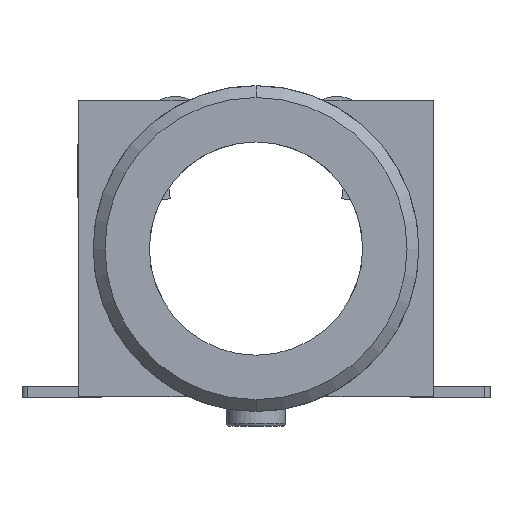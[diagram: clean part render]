
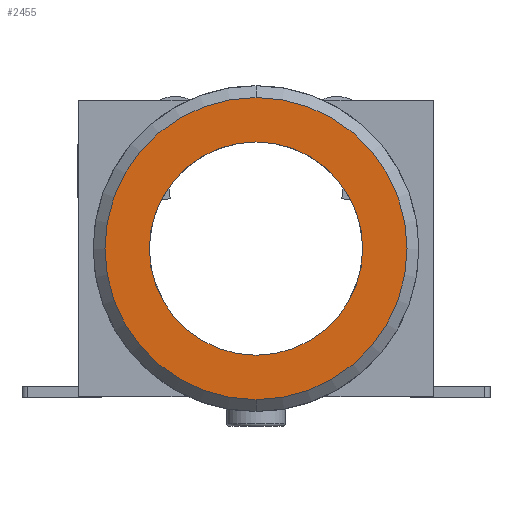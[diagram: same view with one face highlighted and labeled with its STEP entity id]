
A CAD part, left-side view. The second image highlights one B-rep face of the part: STEP entity #2455.
In plain terms, the highlighted planar face has unit normal (-1, 0, 0).
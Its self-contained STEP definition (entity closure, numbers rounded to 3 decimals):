
#441 = CARTESIAN_POINT ( 'NONE',  ( -7.85, 0., 5.05 ) ) ;
#542 = CARTESIAN_POINT ( 'NONE',  ( -7.85, 0., 4.3 ) ) ;
#777 = VERTEX_POINT ( 'NONE', #12261 ) ;
#801 = DIRECTION ( 'NONE',  ( -1., 0., 0. ) ) ;
#1845 = ORIENTED_EDGE ( 'NONE', *, *, #3848, .F. ) ;
#2168 = EDGE_CURVE ( 'NONE', #5286, #7765, #17995, .T. ) ;
#2423 = CARTESIAN_POINT ( 'NONE',  ( -7.85, 0., 2.5 ) ) ;
#2455 = ADVANCED_FACE ( 'NONE', ( #18257, #21808 ), #14923, .T. ) ;
#3848 = EDGE_CURVE ( 'NONE', #777, #22570, #14417, .T. ) ;
#4096 = ORIENTED_EDGE ( 'NONE', *, *, #12771, .T. ) ;
#4620 = DIRECTION ( 'NONE',  ( 0., 0., -1. ) ) ;
#4797 = CIRCLE ( 'NONE', #22114, 1.8 ) ;
#5108 = ORIENTED_EDGE ( 'NONE', *, *, #6999, .F. ) ;
#5286 = VERTEX_POINT ( 'NONE', #19726 ) ;
#5807 = AXIS2_PLACEMENT_3D ( 'NONE', #2423, #5933, #11429 ) ;
#5933 = DIRECTION ( 'NONE',  ( -1., 0., 0. ) ) ;
#6260 = DIRECTION ( 'NONE',  ( 0., 0., -1. ) ) ;
#6480 = CARTESIAN_POINT ( 'NONE',  ( -7.85, 0., 2.5 ) ) ;
#6577 = ORIENTED_EDGE ( 'NONE', *, *, #2168, .T. ) ;
#6999 = EDGE_CURVE ( 'NONE', #22570, #777, #4797, .T. ) ;
#7765 = VERTEX_POINT ( 'NONE', #441 ) ;
#8464 = DIRECTION ( 'NONE',  ( -1., 0., 0. ) ) ;
#10051 = DIRECTION ( 'NONE',  ( -1., 0., 0. ) ) ;
#10581 = EDGE_LOOP ( 'NONE', ( #4096, #6577 ) ) ;
#10609 = AXIS2_PLACEMENT_3D ( 'NONE', #11299, #801, #6260 ) ;
#10616 = AXIS2_PLACEMENT_3D ( 'NONE', #21922, #13291, #20321 ) ;
#11299 = CARTESIAN_POINT ( 'NONE',  ( -7.85, 0., 2.5 ) ) ;
#11429 = DIRECTION ( 'NONE',  ( 0., 0., -1. ) ) ;
#12261 = CARTESIAN_POINT ( 'NONE',  ( -7.85, 0., 0.7 ) ) ;
#12771 = EDGE_CURVE ( 'NONE', #7765, #5286, #22037, .T. ) ;
#13291 = DIRECTION ( 'NONE',  ( -1., 0., 0. ) ) ;
#14417 = CIRCLE ( 'NONE', #22859, 1.8 ) ;
#14923 = PLANE ( 'NONE',  #10616 ) ;
#15057 = DIRECTION ( 'NONE',  ( 0., 0., -1. ) ) ;
#15288 = CARTESIAN_POINT ( 'NONE',  ( -7.85, 0., 2.5 ) ) ;
#16018 = EDGE_LOOP ( 'NONE', ( #1845, #5108 ) ) ;
#17995 = CIRCLE ( 'NONE', #5807, 2.55 ) ;
#18257 = FACE_OUTER_BOUND ( 'NONE', #10581, .T. ) ;
#19726 = CARTESIAN_POINT ( 'NONE',  ( -7.85, 0., -0.05 ) ) ;
#20321 = DIRECTION ( 'NONE',  ( 0., 0., -1. ) ) ;
#21808 = FACE_BOUND ( 'NONE', #16018, .T. ) ;
#21922 = CARTESIAN_POINT ( 'NONE',  ( -7.85, 0., 2.5 ) ) ;
#22037 = CIRCLE ( 'NONE', #10609, 2.55 ) ;
#22114 = AXIS2_PLACEMENT_3D ( 'NONE', #15288, #8464, #15057 ) ;
#22570 = VERTEX_POINT ( 'NONE', #542 ) ;
#22859 = AXIS2_PLACEMENT_3D ( 'NONE', #6480, #10051, #4620 ) ;
